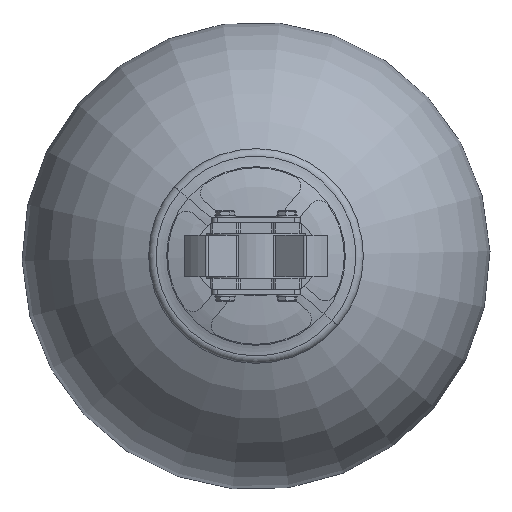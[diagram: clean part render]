
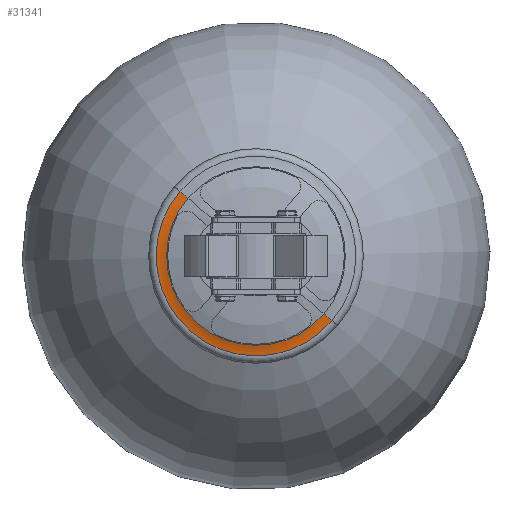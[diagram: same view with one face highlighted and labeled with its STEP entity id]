
A CAD part, front view. The second image highlights one B-rep face of the part: STEP entity #31341.
In plain terms, the highlighted toroidal (fillet/blend) face has major radius 96.618 mm and minor radius 45 mm.
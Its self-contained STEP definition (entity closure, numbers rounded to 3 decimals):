
#4598 = AXIS2_PLACEMENT_3D ( 'NONE', #52894, #26160, #8361 ) ;
#6957 = VERTEX_POINT ( 'NONE', #9722 ) ;
#7662 = DIRECTION ( 'NONE',  ( 0., 1., 0. ) ) ;
#8361 = DIRECTION ( 'NONE',  ( -0.762, 0., 0.648 ) ) ;
#9722 = CARTESIAN_POINT ( 'NONE',  ( -68.943, 273.238, 58.626 ) ) ;
#9818 = DIRECTION ( 'NONE',  ( -0.762, 0., 0.648 ) ) ;
#10081 = ORIENTED_EDGE ( 'NONE', *, *, #39934, .T. ) ;
#11194 = EDGE_CURVE ( 'NONE', #6957, #16935, #53265, .T. ) ;
#11581 = AXIS2_PLACEMENT_3D ( 'NONE', #44592, #7662, #25871 ) ;
#14289 = CARTESIAN_POINT ( 'NONE',  ( -61.627, 270.82, 52.405 ) ) ;
#14321 = CARTESIAN_POINT ( 'NONE',  ( 61.627, 270.82, -52.405 ) ) ;
#15651 = DIRECTION ( 'NONE',  ( -0.762, 0., 0.648 ) ) ;
#16112 = ORIENTED_EDGE ( 'NONE', *, *, #18491, .T. ) ;
#16178 = CARTESIAN_POINT ( 'NONE',  ( -73.604, 228.656, 62.59 ) ) ;
#16372 = DIRECTION ( 'NONE',  ( 0.762, 0., -0.648 ) ) ;
#16935 = VERTEX_POINT ( 'NONE', #14289 ) ;
#17473 = CIRCLE ( 'NONE', #39175, 45. ) ;
#18491 = EDGE_CURVE ( 'NONE', #25550, #16935, #19448, .T. ) ;
#19448 = CIRCLE ( 'NONE', #4598, 80.897 ) ;
#22576 = ORIENTED_EDGE ( 'NONE', *, *, #58115, .F. ) ;
#25550 = VERTEX_POINT ( 'NONE', #14321 ) ;
#25871 = DIRECTION ( 'NONE',  ( -0.762, 0., 0.648 ) ) ;
#26160 = DIRECTION ( 'NONE',  ( 0., 1., 0. ) ) ;
#31341 = ADVANCED_FACE ( 'NONE', ( #80019 ), #63151, .F. ) ;
#39175 = AXIS2_PLACEMENT_3D ( 'NONE', #43104, #55395, #16372 ) ;
#39934 = EDGE_CURVE ( 'NONE', #72940, #25550, #17473, .T. ) ;
#43104 = CARTESIAN_POINT ( 'NONE',  ( 73.604, 228.656, -62.59 ) ) ;
#44592 = CARTESIAN_POINT ( 'NONE',  ( 0., 273.238, 0. ) ) ;
#47504 = CARTESIAN_POINT ( 'NONE',  ( 0., 228.656, 0. ) ) ;
#52894 = CARTESIAN_POINT ( 'NONE',  ( 0., 270.82, 0. ) ) ;
#53265 = CIRCLE ( 'NONE', #80210, 45. ) ;
#55395 = DIRECTION ( 'NONE',  ( 0.648, 0., 0.762 ) ) ;
#58115 = EDGE_CURVE ( 'NONE', #72940, #6957, #75139, .T. ) ;
#58728 = CARTESIAN_POINT ( 'NONE',  ( 68.943, 273.238, -58.626 ) ) ;
#60170 = DIRECTION ( 'NONE',  ( 0., 1., 0. ) ) ;
#63151 = TOROIDAL_SURFACE ( 'NONE', #65876, 96.618, 45. ) ;
#63384 = ORIENTED_EDGE ( 'NONE', *, *, #11194, .F. ) ;
#65876 = AXIS2_PLACEMENT_3D ( 'NONE', #47504, #60170, #15651 ) ;
#72940 = VERTEX_POINT ( 'NONE', #58728 ) ;
#74593 = EDGE_LOOP ( 'NONE', ( #22576, #10081, #16112, #63384 ) ) ;
#75027 = DIRECTION ( 'NONE',  ( -0.648, 0., -0.762 ) ) ;
#75139 = CIRCLE ( 'NONE', #11581, 90.5 ) ;
#80019 = FACE_OUTER_BOUND ( 'NONE', #74593, .T. ) ;
#80210 = AXIS2_PLACEMENT_3D ( 'NONE', #16178, #75027, #9818 ) ;
